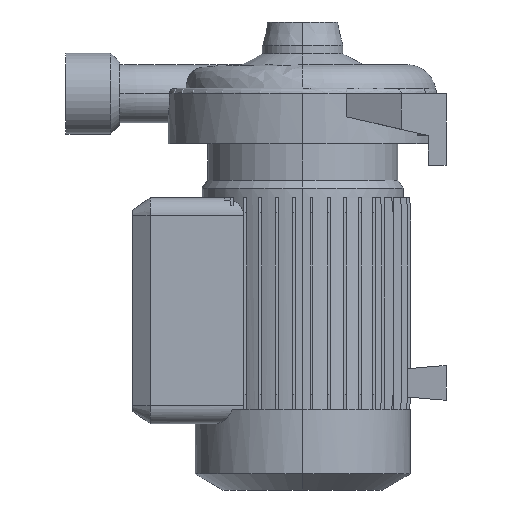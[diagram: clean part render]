
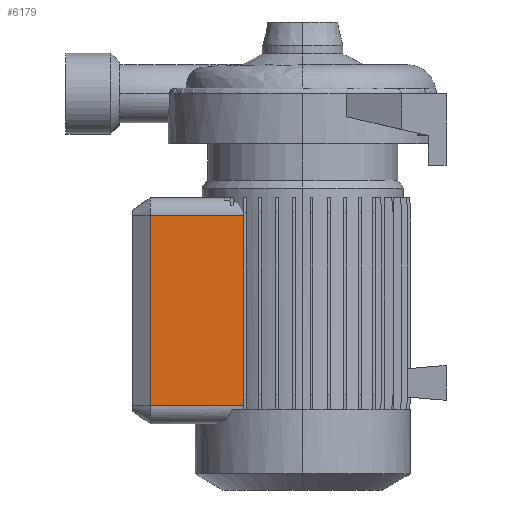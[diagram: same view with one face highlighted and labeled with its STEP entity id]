
A CAD part, left-side view. The second image highlights one B-rep face of the part: STEP entity #6179.
In plain terms, the highlighted planar face has unit normal (-1, 0, 0).
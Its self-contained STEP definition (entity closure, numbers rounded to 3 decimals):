
#72 = DIRECTION ( 'NONE',  ( 0., 0., -1. ) ) ;
#236 = CARTESIAN_POINT ( 'NONE',  ( -45.5, 85., -174. ) ) ;
#262 = DIRECTION ( 'NONE',  ( 0., -1., 0. ) ) ;
#316 = LINE ( 'NONE', #6013, #1466 ) ;
#494 = DIRECTION ( 'NONE',  ( 0., 0., -1. ) ) ;
#887 = VERTEX_POINT ( 'NONE', #4093 ) ;
#1291 = LINE ( 'NONE', #7797, #2877 ) ;
#1466 = VECTOR ( 'NONE', #262, 1000. ) ;
#1573 = FACE_OUTER_BOUND ( 'NONE', #2068, .T. ) ;
#2068 = EDGE_LOOP ( 'NONE', ( #6159, #6209, #4082, #9717 ) ) ;
#2491 = AXIS2_PLACEMENT_3D ( 'NONE', #3283, #4779, #72 ) ;
#2877 = VECTOR ( 'NONE', #494, 1000. ) ;
#3283 = CARTESIAN_POINT ( 'NONE',  ( -45.5, 95., -174. ) ) ;
#3287 = EDGE_CURVE ( 'NONE', #8820, #7854, #1291, .T. ) ;
#3536 = EDGE_CURVE ( 'NONE', #8170, #887, #4162, .T. ) ;
#4082 = ORIENTED_EDGE ( 'NONE', *, *, #7697, .T. ) ;
#4093 = CARTESIAN_POINT ( 'NONE',  ( -45.5, 32.822, -68. ) ) ;
#4162 = LINE ( 'NONE', #6665, #5947 ) ;
#4588 = EDGE_CURVE ( 'NONE', #8820, #887, #316, .T. ) ;
#4719 = CARTESIAN_POINT ( 'NONE',  ( -45.5, 32.822, -174. ) ) ;
#4779 = DIRECTION ( 'NONE',  ( 1., 0., 0. ) ) ;
#5578 = CARTESIAN_POINT ( 'NONE',  ( -45.5, 85., -68. ) ) ;
#5912 = VECTOR ( 'NONE', #6097, 1000. ) ;
#5947 = VECTOR ( 'NONE', #7413, 1000. ) ;
#6013 = CARTESIAN_POINT ( 'NONE',  ( -45.5, 95., -68. ) ) ;
#6097 = DIRECTION ( 'NONE',  ( 0., -1., 0. ) ) ;
#6159 = ORIENTED_EDGE ( 'NONE', *, *, #4588, .F. ) ;
#6179 = ADVANCED_FACE ( 'NONE', ( #1573 ), #7212, .F. ) ;
#6209 = ORIENTED_EDGE ( 'NONE', *, *, #3287, .T. ) ;
#6665 = CARTESIAN_POINT ( 'NONE',  ( -45.5, 32.822, 40. ) ) ;
#7154 = LINE ( 'NONE', #10405, #5912 ) ;
#7212 = PLANE ( 'NONE',  #2491 ) ;
#7413 = DIRECTION ( 'NONE',  ( 0., 0., 1. ) ) ;
#7697 = EDGE_CURVE ( 'NONE', #7854, #8170, #7154, .T. ) ;
#7797 = CARTESIAN_POINT ( 'NONE',  ( -45.5, 85., -174. ) ) ;
#7854 = VERTEX_POINT ( 'NONE', #236 ) ;
#8170 = VERTEX_POINT ( 'NONE', #4719 ) ;
#8820 = VERTEX_POINT ( 'NONE', #5578 ) ;
#9717 = ORIENTED_EDGE ( 'NONE', *, *, #3536, .T. ) ;
#10405 = CARTESIAN_POINT ( 'NONE',  ( -45.5, 95., -174. ) ) ;
